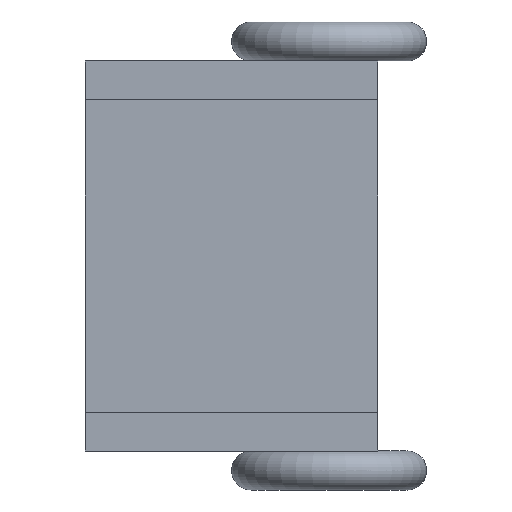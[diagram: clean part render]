
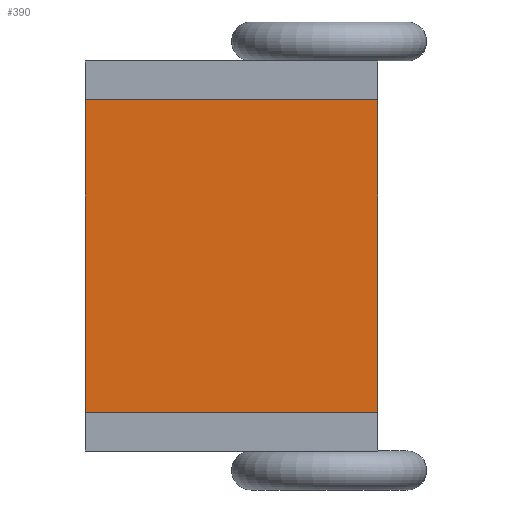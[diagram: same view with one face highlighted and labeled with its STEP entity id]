
A CAD part, left-side view. The second image highlights one B-rep face of the part: STEP entity #390.
In plain terms, the highlighted planar face has unit normal (-1, 0, 0).
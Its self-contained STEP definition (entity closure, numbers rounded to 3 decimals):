
#62=FACE_OUTER_BOUND('',#90,.T.);
#90=EDGE_LOOP('',(#313,#314,#315,#316));
#109=LINE('',#636,#145);
#116=LINE('',#650,#152);
#122=LINE('',#662,#158);
#123=LINE('',#663,#159);
#145=VECTOR('',#532,10.);
#152=VECTOR('',#543,10.);
#158=VECTOR('',#551,10.);
#159=VECTOR('',#552,10.);
#185=VERTEX_POINT('',#634);
#186=VERTEX_POINT('',#635);
#191=VERTEX_POINT('',#649);
#196=VERTEX_POINT('',#661);
#225=EDGE_CURVE('',#185,#186,#109,.T.);
#232=EDGE_CURVE('',#191,#185,#116,.T.);
#238=EDGE_CURVE('',#186,#196,#122,.T.);
#239=EDGE_CURVE('',#196,#191,#123,.T.);
#313=ORIENTED_EDGE('',*,*,#225,.T.);
#314=ORIENTED_EDGE('',*,*,#238,.T.);
#315=ORIENTED_EDGE('',*,*,#239,.T.);
#316=ORIENTED_EDGE('',*,*,#232,.T.);
#362=PLANE('',#449);
#390=ADVANCED_FACE('',(#62),#362,.T.);
#449=AXIS2_PLACEMENT_3D('',#660,#549,#550);
#532=DIRECTION('',(0.,1.,0.));
#543=DIRECTION('',(0.,0.,1.));
#549=DIRECTION('center_axis',(-1.,0.,0.));
#550=DIRECTION('ref_axis',(0.,0.,1.));
#551=DIRECTION('',(0.,0.,-1.));
#552=DIRECTION('',(0.,-1.,0.));
#634=CARTESIAN_POINT('',(-2.,0.,8.));
#635=CARTESIAN_POINT('',(-2.,15.,8.));
#636=CARTESIAN_POINT('',(-2.,11.25,8.));
#649=CARTESIAN_POINT('',(-2.,0.,-8.));
#650=CARTESIAN_POINT('',(-2.,0.,10.));
#660=CARTESIAN_POINT('Origin',(-2.,7.5,0.));
#661=CARTESIAN_POINT('',(-2.,15.,-8.));
#662=CARTESIAN_POINT('',(-2.,15.,-10.));
#663=CARTESIAN_POINT('',(-2.,3.75,-8.));
